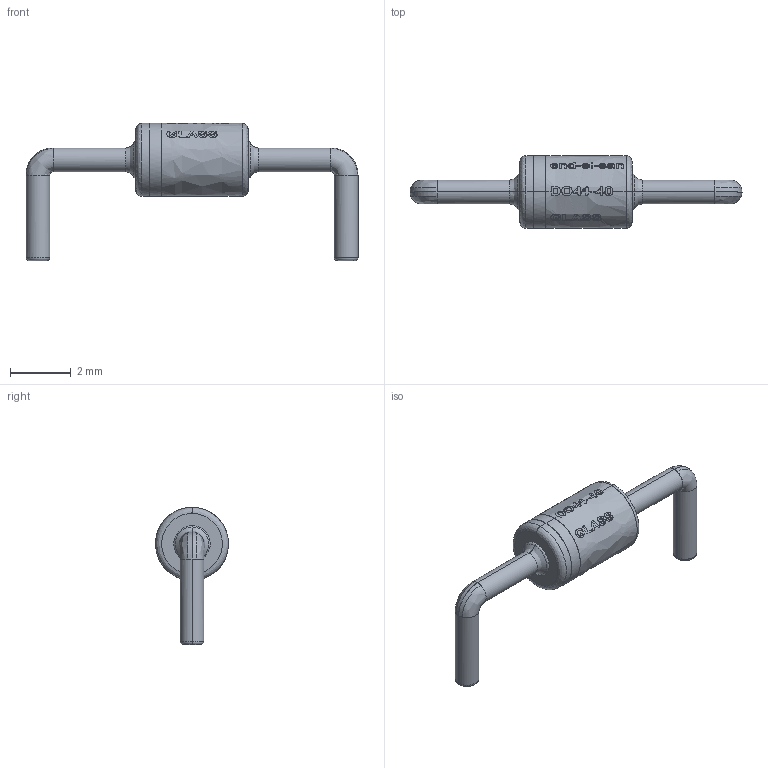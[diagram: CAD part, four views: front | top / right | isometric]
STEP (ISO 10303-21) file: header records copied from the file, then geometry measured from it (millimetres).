
FILE_DESCRIPTION(/* description */ (''),/* implementation_level */ '2;1');
FILE_NAME(/* name */ 'DOFEE9~1',/* time_stamp */ '2017-04-14T11:56:52+03:00',/* author */ (''),/* organization */ (''),/* preprocessor_version */ 'ST-DEVELOPER v15',/* originating_system */ '',/* authorisation */ '');
FILE_SCHEMA (('AUTOMOTIVE_DESIGN'));
Length unit declared in the file: millimetre
Products named in the file (1): Document
Bounding box: 10.94 x 2.4 x 4.52 mm (x, y, z)
Surface area: 66 mm2 (no closed solid volume)
Topology: 0 solids, 72 shells, 76 faces, 790 edges, 786 vertices
Faces by surface type: bspline 70, plane 6
Entity records: 13809 total; most frequent: CARTESIAN_POINT 9744, ORIENTED_EDGE 794, EDGE_CURVE 790, VERTEX_POINT 786, B_SPLINE_CURVE_WITH_KNOTS 576, EDGE_LOOP 105, ADVANCED_FACE 76, FACE_OUTER_BOUND 76
